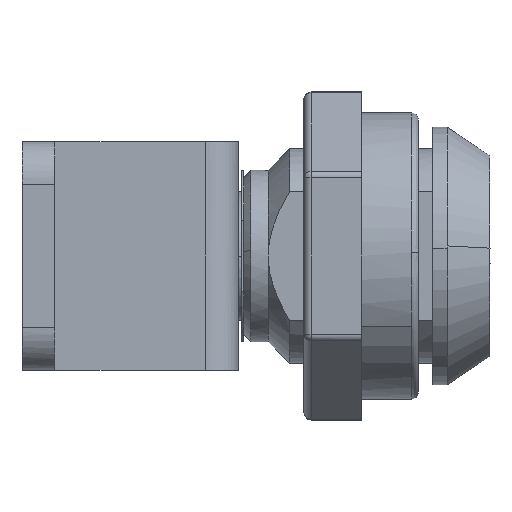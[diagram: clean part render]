
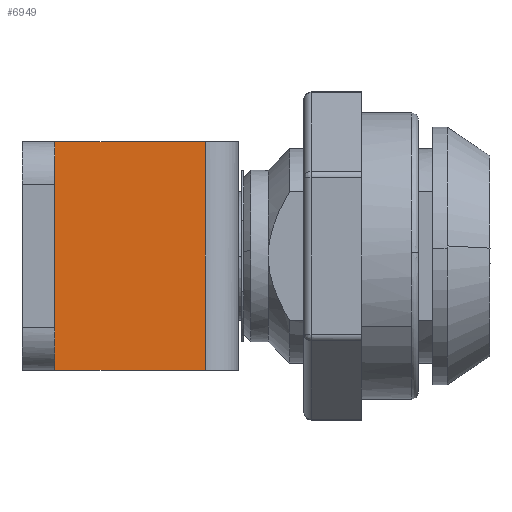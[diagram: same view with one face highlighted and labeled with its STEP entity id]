
A CAD part, left-side view. The second image highlights one B-rep face of the part: STEP entity #6949.
In plain terms, the highlighted free-form (B-spline) face has degree [1, 1] with [2, 2] control points.
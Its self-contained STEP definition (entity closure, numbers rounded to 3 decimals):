
#6286=CARTESIAN_POINT('',(-20.0,19.9,-8.0));
#6287=VERTEX_POINT('',#6286);
#6308=CARTESIAN_POINT('',(-20.0,19.9,8.0));
#6309=VERTEX_POINT('',#6308);
#6323=CARTESIAN_POINT('',(-20.0,19.9,-8.0));
#6324=CARTESIAN_POINT('',(-20.0,19.9,8.0));
#6325=QUASI_UNIFORM_CURVE('',1,(#6323,#6324),.UNSPECIFIED.,.F.,.U.);
#6326=EDGE_CURVE('',#6287,#6309,#6325,.T.);
#6695=CARTESIAN_POINT('',(-20.0,30.4,8.0));
#6696=VERTEX_POINT('',#6695);
#6709=CARTESIAN_POINT('',(-20.0,30.4,-8.0));
#6710=VERTEX_POINT('',#6709);
#6716=CARTESIAN_POINT('',(-20.0,30.4,-8.0));
#6717=CARTESIAN_POINT('',(-20.0,30.4,8.0));
#6718=QUASI_UNIFORM_CURVE('',1,(#6716,#6717),.UNSPECIFIED.,.F.,.U.);
#6719=EDGE_CURVE('',#6710,#6696,#6718,.T.);
#6853=CARTESIAN_POINT('',(-20.0,30.4,8.0));
#6854=CARTESIAN_POINT('',(-20.0,19.9,8.0));
#6855=QUASI_UNIFORM_CURVE('',1,(#6853,#6854),.UNSPECIFIED.,.F.,.U.);
#6856=EDGE_CURVE('',#6696,#6309,#6855,.T.);
#6934=CARTESIAN_POINT('',(-20.0,19.376,8.799));
#6935=CARTESIAN_POINT('',(-20.0,19.376,-8.799));
#6936=CARTESIAN_POINT('',(-20.0,30.924,8.799));
#6937=CARTESIAN_POINT('',(-20.0,30.924,-8.799));
#6938=B_SPLINE_SURFACE_WITH_KNOTS('',1,1,((#6934,#6936),(#6935,#6937)),.UNSPECIFIED.,.F.,.F.,.U.,(2,2),(2,2),(0.0,17.598),(0.0,11.549),.UNSPECIFIED.);
#6939=CARTESIAN_POINT('',(-20.0,30.4,-8.0));
#6940=CARTESIAN_POINT('',(-20.0,19.9,-8.0));
#6941=QUASI_UNIFORM_CURVE('',1,(#6939,#6940),.UNSPECIFIED.,.F.,.U.);
#6942=EDGE_CURVE('',#6710,#6287,#6941,.T.);
#6943=ORIENTED_EDGE('',*,*,#6942,.T.);
#6944=ORIENTED_EDGE('',*,*,#6326,.T.);
#6945=ORIENTED_EDGE('',*,*,#6856,.F.);
#6946=ORIENTED_EDGE('',*,*,#6719,.F.);
#6947=EDGE_LOOP('',(#6943,#6944,#6945,#6946));
#6948=FACE_OUTER_BOUND('',#6947,.T.);
#6949=ADVANCED_FACE('',(#6948),#6938,.F.);
